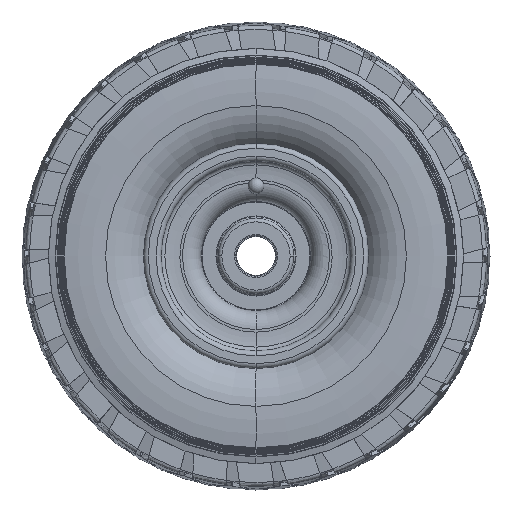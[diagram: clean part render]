
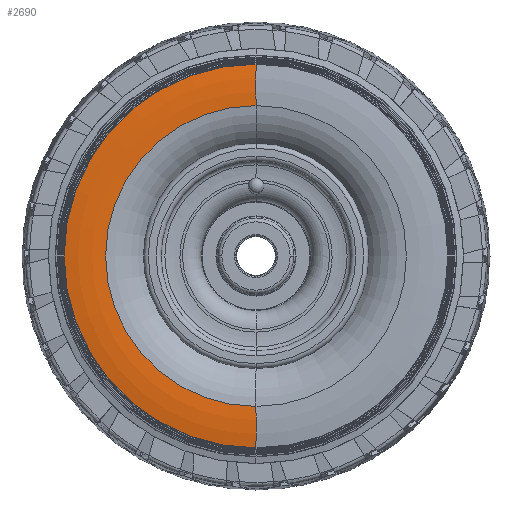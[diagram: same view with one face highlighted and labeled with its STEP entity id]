
A CAD part, front view. The second image highlights one B-rep face of the part: STEP entity #2690.
In plain terms, the highlighted toroidal (fillet/blend) face has major radius 83.822 mm and minor radius 83.477 mm.
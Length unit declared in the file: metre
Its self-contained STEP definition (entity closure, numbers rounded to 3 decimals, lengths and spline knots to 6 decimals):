
#2690=ADVANCED_FACE('1401:44149',(#7422),#7423,.T.);
#7422=FACE_OUTER_BOUND('',#18189,.T.);
#7423=TOROIDAL_SURFACE('',#18190,0.083822,0.083477);
#18189=EDGE_LOOP('',(#35782,#35783,#35784,#35785));
#18190=AXIS2_PLACEMENT_3D('',#35786,#35787,#35788);
#35782=ORIENTED_EDGE('',*,*,#37958,.T.);
#35783=ORIENTED_EDGE('',*,*,#39251,.T.);
#35784=ORIENTED_EDGE('',*,*,#37960,.T.);
#35785=ORIENTED_EDGE('',*,*,#39199,.T.);
#35786=CARTESIAN_POINT('',(0.0,0.045977,0.0));
#35787=DIRECTION('',(0.0,1.0,0.0));
#35788=DIRECTION('',(0.0,0.0,1.0));
#37958=EDGE_CURVE('',#44639,#44640,#44641,.T.);
#37960=EDGE_CURVE('',#44644,#44642,#44645,.T.);
#39199=EDGE_CURVE('1404:684967',#44642,#44639,#47014,.T.);
#39251=EDGE_CURVE('1401:44482',#44640,#44644,#47096,.T.);
#44639=VERTEX_POINT('',#55142);
#44640=VERTEX_POINT('',#55143);
#44641=CIRCLE('',#55144,0.083477);
#44642=VERTEX_POINT('',#55145);
#44644=VERTEX_POINT('',#55147);
#44645=CIRCLE('',#55148,0.083477);
#47014=CIRCLE('',#67681,0.077);
#47096=CIRCLE('',#67763,0.098239);
#55142=CARTESIAN_POINT('',(0.0,-0.037221,0.077));
#55143=CARTESIAN_POINT('',(0.0,-0.036246,0.098239));
#55144=AXIS2_PLACEMENT_3D('',#104782,#104783,#104784);
#55145=CARTESIAN_POINT('',(0.,-0.037221,-0.077));
#55147=CARTESIAN_POINT('',(0.,-0.036246,-0.098239));
#55148=AXIS2_PLACEMENT_3D('',#104788,#104789,#104790);
#67681=AXIS2_PLACEMENT_3D('',#105497,#105498,#105499);
#67763=AXIS2_PLACEMENT_3D('',#105653,#105654,#105655);
#104782=CARTESIAN_POINT('',(0.,0.045977,0.083822));
#104783=DIRECTION('',(-1.0,0.0,0.));
#104784=DIRECTION('',(0.,-0.0,1.0));
#104788=CARTESIAN_POINT('',(0.,0.045977,-0.083822));
#104789=DIRECTION('',(-1.0,0.0,0.));
#104790=DIRECTION('',(0.,0.0,-1.0));
#105497=CARTESIAN_POINT('',(0.0,-0.037221,0.));
#105498=DIRECTION('',(-0.0,1.0,0.));
#105499=DIRECTION('',(0.0,0.,1.0));
#105653=CARTESIAN_POINT('',(0.0,-0.036246,0.));
#105654=DIRECTION('',(0.0,-1.0,0.));
#105655=DIRECTION('',(0.0,0.,1.0));
